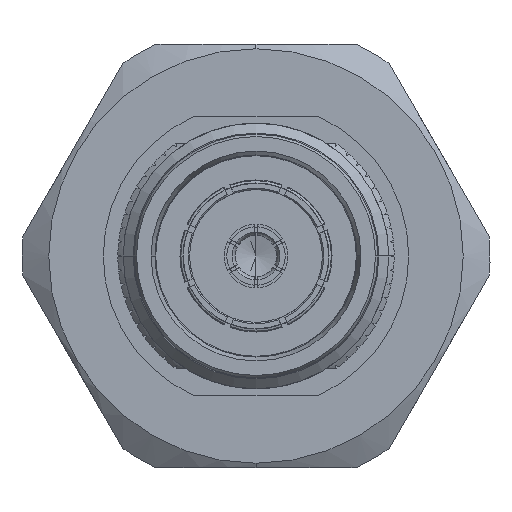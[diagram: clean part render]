
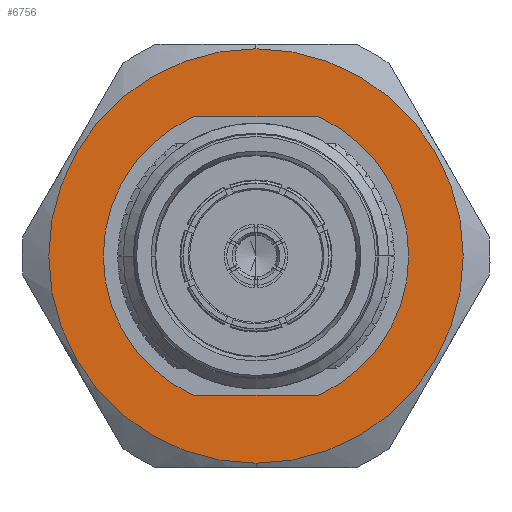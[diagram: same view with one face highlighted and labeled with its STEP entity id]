
A CAD part, left-side view. The second image highlights one B-rep face of the part: STEP entity #6756.
In plain terms, the highlighted face is planar.
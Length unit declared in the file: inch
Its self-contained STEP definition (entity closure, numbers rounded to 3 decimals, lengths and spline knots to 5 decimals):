
#132 = DIRECTION ( 'NONE',  ( 0., 0., -1. ) ) ;
#857 = ORIENTED_EDGE ( 'NONE', *, *, #8212, .F. ) ;
#1234 = DIRECTION ( 'NONE',  ( 0., 0., -1. ) ) ;
#1495 = VERTEX_POINT ( 'NONE', #16496 ) ;
#1696 = ORIENTED_EDGE ( 'NONE', *, *, #13657, .F. ) ;
#2464 = CIRCLE ( 'NONE', #12026, 0.3937 ) ;
#2539 = DIRECTION ( 'NONE',  ( 0., 0., -1. ) ) ;
#2733 = AXIS2_PLACEMENT_3D ( 'NONE', #5001, #3786, #6385 ) ;
#3316 = ORIENTED_EDGE ( 'NONE', *, *, #10033, .F. ) ;
#3699 = DIRECTION ( 'NONE',  ( 1., 0., 0. ) ) ;
#3786 = DIRECTION ( 'NONE',  ( 1., 0., 0. ) ) ;
#5001 = CARTESIAN_POINT ( 'NONE',  ( 0.5748, 0., 0. ) ) ;
#5323 = VERTEX_POINT ( 'NONE', #11919 ) ;
#5455 = CARTESIAN_POINT ( 'NONE',  ( 0.5748, 0., 0.3937 ) ) ;
#6074 = VERTEX_POINT ( 'NONE', #5455 ) ;
#6385 = DIRECTION ( 'NONE',  ( 0., 1., 0. ) ) ;
#6609 = EDGE_LOOP ( 'NONE', ( #9375, #1696 ) ) ;
#6619 = VERTEX_POINT ( 'NONE', #11220 ) ;
#6754 = EDGE_CURVE ( 'NONE', #6074, #1495, #2464, .T. ) ;
#6756 = ADVANCED_FACE ( 'NONE', ( #7824, #10463 ), #10378, .T. ) ;
#6817 = CIRCLE ( 'NONE', #12815, 0.61435 ) ;
#7113 = AXIS2_PLACEMENT_3D ( 'NONE', #11854, #15900, #132 ) ;
#7175 = CIRCLE ( 'NONE', #9357, 0.61435 ) ;
#7768 = CARTESIAN_POINT ( 'NONE',  ( 0.5748, 0., 0. ) ) ;
#7824 = FACE_BOUND ( 'NONE', #6609, .T. ) ;
#7913 = CARTESIAN_POINT ( 'NONE',  ( 0.5748, 0., 0. ) ) ;
#8212 = EDGE_CURVE ( 'NONE', #5323, #6619, #7175, .T. ) ;
#8754 = CARTESIAN_POINT ( 'NONE',  ( 0.5748, 0., 0. ) ) ;
#9357 = AXIS2_PLACEMENT_3D ( 'NONE', #7768, #15541, #2539 ) ;
#9375 = ORIENTED_EDGE ( 'NONE', *, *, #6754, .F. ) ;
#9837 = CIRCLE ( 'NONE', #7113, 0.3937 ) ;
#10033 = EDGE_CURVE ( 'NONE', #6619, #5323, #6817, .T. ) ;
#10378 = PLANE ( 'NONE',  #2733 ) ;
#10463 = FACE_OUTER_BOUND ( 'NONE', #14460, .T. ) ;
#11220 = CARTESIAN_POINT ( 'NONE',  ( 0.5748, 0., -0.61435 ) ) ;
#11854 = CARTESIAN_POINT ( 'NONE',  ( 0.5748, 0., 0. ) ) ;
#11919 = CARTESIAN_POINT ( 'NONE',  ( 0.5748, 0., 0.61435 ) ) ;
#12026 = AXIS2_PLACEMENT_3D ( 'NONE', #7913, #3699, #1234 ) ;
#12815 = AXIS2_PLACEMENT_3D ( 'NONE', #8754, #15343, #14060 ) ;
#13657 = EDGE_CURVE ( 'NONE', #1495, #6074, #9837, .T. ) ;
#14060 = DIRECTION ( 'NONE',  ( 0., 0., -1. ) ) ;
#14460 = EDGE_LOOP ( 'NONE', ( #857, #3316 ) ) ;
#15343 = DIRECTION ( 'NONE',  ( -1., 0., 0. ) ) ;
#15541 = DIRECTION ( 'NONE',  ( -1., 0., 0. ) ) ;
#15900 = DIRECTION ( 'NONE',  ( 1., 0., 0. ) ) ;
#16496 = CARTESIAN_POINT ( 'NONE',  ( 0.5748, 0., -0.3937 ) ) ;
